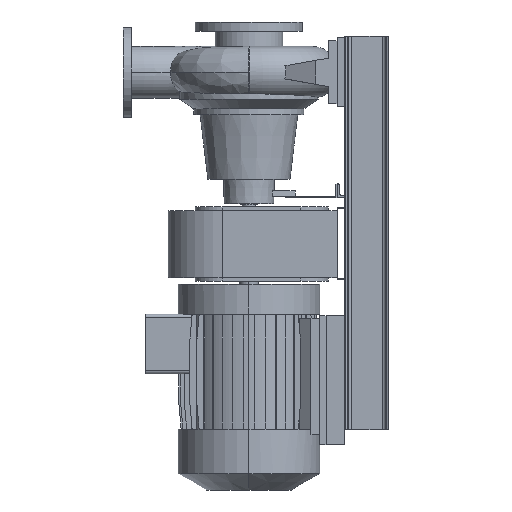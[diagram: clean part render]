
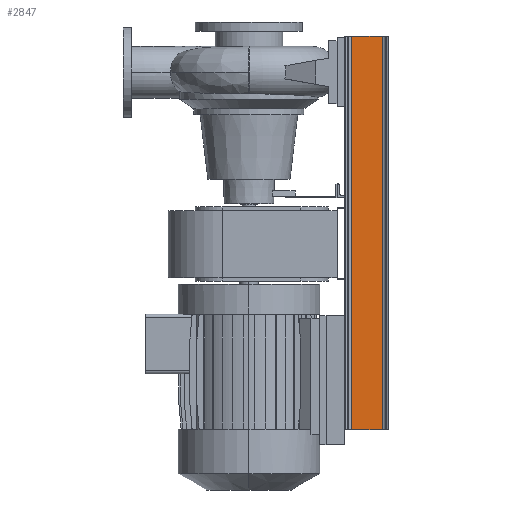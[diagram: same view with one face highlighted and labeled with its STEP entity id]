
A CAD part, left-side view. The second image highlights one B-rep face of the part: STEP entity #2847.
In plain terms, the highlighted face is planar.
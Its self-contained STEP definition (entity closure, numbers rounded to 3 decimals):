
#110 = CARTESIAN_POINT ( 'NONE',  ( -625., 118.922, -187. ) ) ;
#631 = CARTESIAN_POINT ( 'NONE',  ( -625., 118.922, -187. ) ) ;
#2201 = VERTEX_POINT ( 'NONE', #7426 ) ;
#2847 = ADVANCED_FACE ( 'NONE', ( #21013 ), #12008, .F. ) ;
#3435 = ORIENTED_EDGE ( 'NONE', *, *, #9878, .F. ) ;
#3630 = CARTESIAN_POINT ( 'NONE',  ( 625., 118.922, -187. ) ) ;
#4278 = LINE ( 'NONE', #6239, #16457 ) ;
#4967 = VECTOR ( 'NONE', #19160, 1000. ) ;
#5259 = ORIENTED_EDGE ( 'NONE', *, *, #5543, .T. ) ;
#5543 = EDGE_CURVE ( 'NONE', #2201, #7593, #4278, .T. ) ;
#5976 = ORIENTED_EDGE ( 'NONE', *, *, #12711, .T. ) ;
#6239 = CARTESIAN_POINT ( 'NONE',  ( 625., 21.078, -187. ) ) ;
#7142 = CARTESIAN_POINT ( 'NONE',  ( 625., 118.922, -187. ) ) ;
#7426 = CARTESIAN_POINT ( 'NONE',  ( 625., 21.078, -187. ) ) ;
#7593 = VERTEX_POINT ( 'NONE', #20669 ) ;
#8215 = LINE ( 'NONE', #631, #4967 ) ;
#8232 = DIRECTION ( 'NONE',  ( 0., 0., 1. ) ) ;
#9009 = VECTOR ( 'NONE', #13949, 1000. ) ;
#9878 = EDGE_CURVE ( 'NONE', #2201, #19520, #14622, .T. ) ;
#10389 = AXIS2_PLACEMENT_3D ( 'NONE', #19178, #8232, #13844 ) ;
#11060 = ORIENTED_EDGE ( 'NONE', *, *, #18717, .F. ) ;
#12008 = PLANE ( 'NONE',  #10389 ) ;
#12711 = EDGE_CURVE ( 'NONE', #7593, #17827, #8215, .T. ) ;
#13844 = DIRECTION ( 'NONE',  ( 1., 0., 0. ) ) ;
#13949 = DIRECTION ( 'NONE',  ( -1., 0., 0. ) ) ;
#14622 = LINE ( 'NONE', #3630, #15076 ) ;
#15076 = VECTOR ( 'NONE', #23853, 1000. ) ;
#16457 = VECTOR ( 'NONE', #17568, 1000. ) ;
#17568 = DIRECTION ( 'NONE',  ( -1., 0., 0. ) ) ;
#17827 = VERTEX_POINT ( 'NONE', #110 ) ;
#18188 = CARTESIAN_POINT ( 'NONE',  ( 625., 118.922, -187. ) ) ;
#18717 = EDGE_CURVE ( 'NONE', #19520, #17827, #21723, .T. ) ;
#19160 = DIRECTION ( 'NONE',  ( 0., 1., 0. ) ) ;
#19178 = CARTESIAN_POINT ( 'NONE',  ( 625., 118.922, -187. ) ) ;
#19520 = VERTEX_POINT ( 'NONE', #7142 ) ;
#20669 = CARTESIAN_POINT ( 'NONE',  ( -625., 21.078, -187. ) ) ;
#21013 = FACE_OUTER_BOUND ( 'NONE', #21328, .T. ) ;
#21328 = EDGE_LOOP ( 'NONE', ( #5976, #11060, #3435, #5259 ) ) ;
#21723 = LINE ( 'NONE', #18188, #9009 ) ;
#23853 = DIRECTION ( 'NONE',  ( 0., 1., 0. ) ) ;
